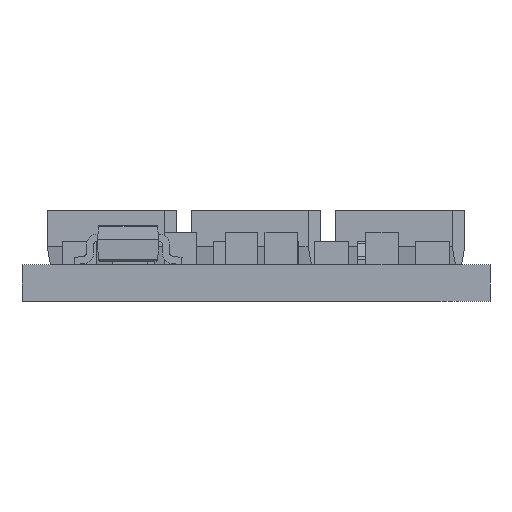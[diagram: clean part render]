
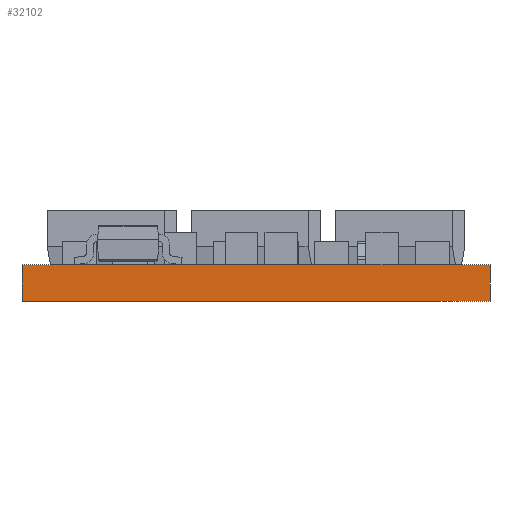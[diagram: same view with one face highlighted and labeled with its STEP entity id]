
A CAD part, front view. The second image highlights one B-rep face of the part: STEP entity #32102.
In plain terms, the highlighted planar face has unit normal (0, -1, 0).
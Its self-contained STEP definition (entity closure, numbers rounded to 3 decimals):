
#4238 = LINE ( 'NONE', #25335, #36944 ) ;
#5662 = FACE_OUTER_BOUND ( 'NONE', #37736, .T. ) ;
#6405 = EDGE_CURVE ( 'NONE', #30299, #27765, #24592, .T. ) ;
#7055 = CARTESIAN_POINT ( 'NONE',  ( 0., 0., 1.016 ) ) ;
#7844 = EDGE_CURVE ( 'NONE', #30299, #32707, #4238, .T. ) ;
#8621 = DIRECTION ( 'NONE',  ( 0., 0., 1. ) ) ;
#10113 = EDGE_CURVE ( 'NONE', #27765, #16087, #26115, .T. ) ;
#12297 = VECTOR ( 'NONE', #23798, 1000. ) ;
#12337 = PLANE ( 'NONE',  #31293 ) ;
#12558 = CARTESIAN_POINT ( 'NONE',  ( 13., 0., 1.016 ) ) ;
#15249 = CARTESIAN_POINT ( 'NONE',  ( 0., 0., 1.016 ) ) ;
#16087 = VERTEX_POINT ( 'NONE', #35278 ) ;
#19436 = LINE ( 'NONE', #12558, #26926 ) ;
#19856 = CARTESIAN_POINT ( 'NONE',  ( 0., 0., 1.016 ) ) ;
#21588 = DIRECTION ( 'NONE',  ( 0., 1., 0. ) ) ;
#23798 = DIRECTION ( 'NONE',  ( 1., 0., 0. ) ) ;
#24592 = LINE ( 'NONE', #7055, #39962 ) ;
#24749 = CARTESIAN_POINT ( 'NONE',  ( 0., 0., 0. ) ) ;
#25255 = ORIENTED_EDGE ( 'NONE', *, *, #40156, .F. ) ;
#25309 = ORIENTED_EDGE ( 'NONE', *, *, #6405, .T. ) ;
#25335 = CARTESIAN_POINT ( 'NONE',  ( 0., 0., 1.016 ) ) ;
#26115 = LINE ( 'NONE', #30608, #12297 ) ;
#26926 = VECTOR ( 'NONE', #37908, 1000. ) ;
#27421 = CARTESIAN_POINT ( 'NONE',  ( 13., 0., 1.016 ) ) ;
#27765 = VERTEX_POINT ( 'NONE', #24749 ) ;
#28907 = ORIENTED_EDGE ( 'NONE', *, *, #7844, .F. ) ;
#30299 = VERTEX_POINT ( 'NONE', #19856 ) ;
#30608 = CARTESIAN_POINT ( 'NONE',  ( 0., 0., 0. ) ) ;
#31293 = AXIS2_PLACEMENT_3D ( 'NONE', #15249, #21588, #8621 ) ;
#32102 = ADVANCED_FACE ( 'NONE', ( #5662 ), #12337, .F. ) ;
#32707 = VERTEX_POINT ( 'NONE', #27421 ) ;
#34621 = DIRECTION ( 'NONE',  ( 1., 0., 0. ) ) ;
#35278 = CARTESIAN_POINT ( 'NONE',  ( 13., 0., 0. ) ) ;
#36944 = VECTOR ( 'NONE', #34621, 1000. ) ;
#37736 = EDGE_LOOP ( 'NONE', ( #39723, #25255, #28907, #25309 ) ) ;
#37908 = DIRECTION ( 'NONE',  ( 0., 0., -1. ) ) ;
#38755 = DIRECTION ( 'NONE',  ( 0., 0., -1. ) ) ;
#39723 = ORIENTED_EDGE ( 'NONE', *, *, #10113, .T. ) ;
#39962 = VECTOR ( 'NONE', #38755, 1000. ) ;
#40156 = EDGE_CURVE ( 'NONE', #32707, #16087, #19436, .T. ) ;
